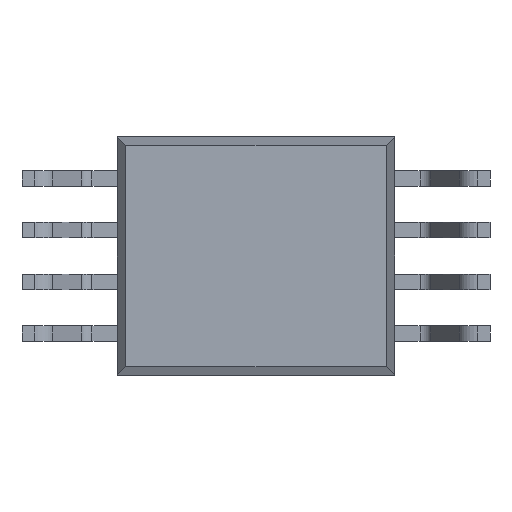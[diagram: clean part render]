
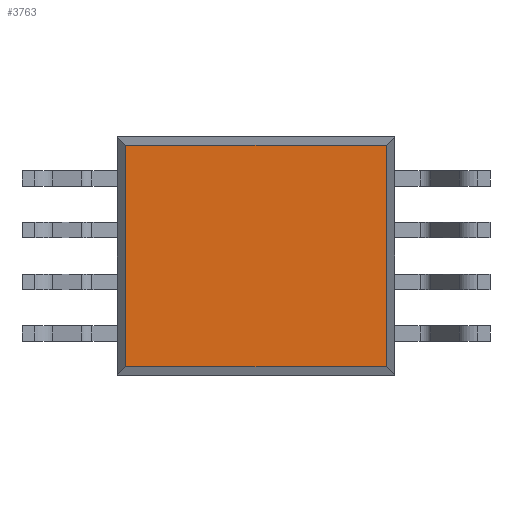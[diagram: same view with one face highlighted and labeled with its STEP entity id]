
A CAD part, front view. The second image highlights one B-rep face of the part: STEP entity #3763.
In plain terms, the highlighted planar face has unit normal (0, -1, 0).
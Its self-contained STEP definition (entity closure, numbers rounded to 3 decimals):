
#84 = CARTESIAN_POINT ( 'NONE',  ( -3.404, 0.15, -2.717 ) ) ;
#248 = CARTESIAN_POINT ( 'NONE',  ( 3.196, 0.15, -2.717 ) ) ;
#375 = CARTESIAN_POINT ( 'NONE',  ( -3.196, 0.15, 2.925 ) ) ;
#520 = DIRECTION ( 'NONE',  ( 0., -1., 0. ) ) ;
#590 = VERTEX_POINT ( 'NONE', #248 ) ;
#616 = CARTESIAN_POINT ( 'NONE',  ( 3.404, 0.15, 2.717 ) ) ;
#623 = DIRECTION ( 'NONE',  ( 1., 0., 0. ) ) ;
#638 = LINE ( 'NONE', #2345, #3000 ) ;
#682 = EDGE_CURVE ( 'NONE', #2171, #1317, #4099, .T. ) ;
#759 = DIRECTION ( 'NONE',  ( 0., 0., 1. ) ) ;
#882 = PLANE ( 'NONE',  #2549 ) ;
#1066 = CARTESIAN_POINT ( 'NONE',  ( -3.196, 0.15, -2.717 ) ) ;
#1314 = ORIENTED_EDGE ( 'NONE', *, *, #1926, .T. ) ;
#1317 = VERTEX_POINT ( 'NONE', #2729 ) ;
#1546 = ORIENTED_EDGE ( 'NONE', *, *, #2411, .T. ) ;
#1926 = EDGE_CURVE ( 'NONE', #3844, #590, #4104, .T. ) ;
#2071 = VECTOR ( 'NONE', #3534, 1000. ) ;
#2171 = VERTEX_POINT ( 'NONE', #3117 ) ;
#2284 = EDGE_CURVE ( 'NONE', #1317, #3844, #3829, .T. ) ;
#2323 = EDGE_LOOP ( 'NONE', ( #1314, #1546, #3607, #4047 ) ) ;
#2345 = CARTESIAN_POINT ( 'NONE',  ( 3.196, 0.15, -2.925 ) ) ;
#2411 = EDGE_CURVE ( 'NONE', #590, #2171, #638, .T. ) ;
#2549 = AXIS2_PLACEMENT_3D ( 'NONE', #2723, #520, #3093 ) ;
#2723 = CARTESIAN_POINT ( 'NONE',  ( 0., 0.15, 0. ) ) ;
#2729 = CARTESIAN_POINT ( 'NONE',  ( -3.196, 0.15, 2.717 ) ) ;
#2780 = DIRECTION ( 'NONE',  ( -1., 0., 0. ) ) ;
#2950 = VECTOR ( 'NONE', #2780, 1000. ) ;
#3000 = VECTOR ( 'NONE', #759, 1000. ) ;
#3093 = DIRECTION ( 'NONE',  ( 0., 0., -1. ) ) ;
#3117 = CARTESIAN_POINT ( 'NONE',  ( 3.196, 0.15, 2.717 ) ) ;
#3431 = FACE_OUTER_BOUND ( 'NONE', #2323, .T. ) ;
#3516 = VECTOR ( 'NONE', #623, 1000. ) ;
#3534 = DIRECTION ( 'NONE',  ( 0., 0., -1. ) ) ;
#3607 = ORIENTED_EDGE ( 'NONE', *, *, #682, .T. ) ;
#3763 = ADVANCED_FACE ( 'NONE', ( #3431 ), #882, .T. ) ;
#3829 = LINE ( 'NONE', #375, #2071 ) ;
#3844 = VERTEX_POINT ( 'NONE', #1066 ) ;
#4047 = ORIENTED_EDGE ( 'NONE', *, *, #2284, .T. ) ;
#4099 = LINE ( 'NONE', #616, #2950 ) ;
#4104 = LINE ( 'NONE', #84, #3516 ) ;
